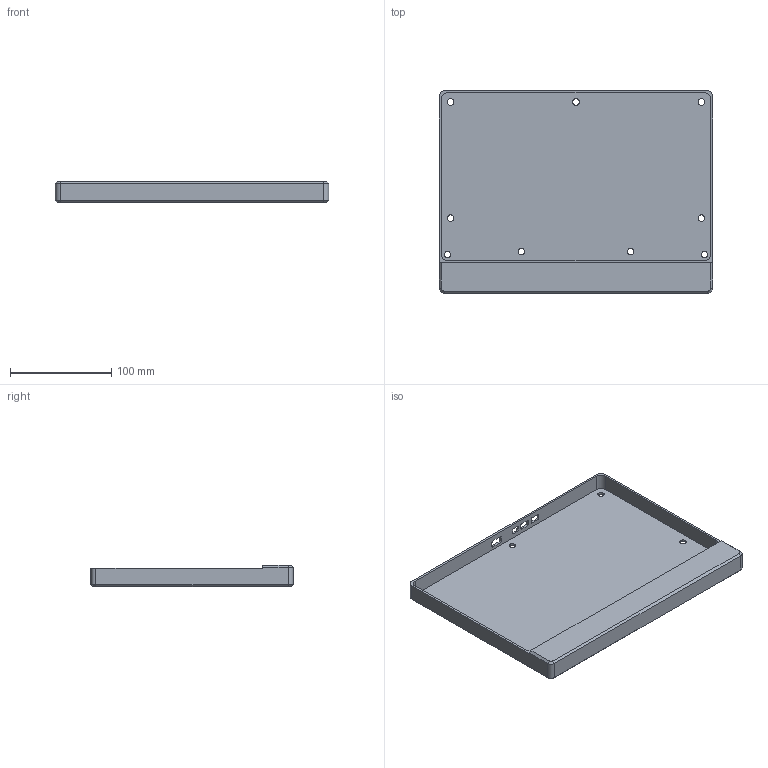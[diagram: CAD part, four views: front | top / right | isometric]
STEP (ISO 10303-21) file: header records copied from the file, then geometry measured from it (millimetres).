
FILE_DESCRIPTION(/* description */ (''),/* implementation_level */ '2;1');
FILE_NAME(/* name */ 'case.step',/* time_stamp */ '2024-03-25T01:07:25+08:00',/* author */ (''),/* organization */ (''),/* preprocessor_version */ 'ST-DEVELOPER v20',/* originating_system */ 'Autodesk Translation Framework v12.14.0.127',/* authorisation */ '');
FILE_SCHEMA (('AUTOMOTIVE_DESIGN { 1 0 10303 214 3 1 1 }'));
Length unit declared in the file: millimetre
Products named in the file (1): Panel_v3_box_case_re
Bounding box: 270 x 200 x 21.1 mm (x, y, z)
Volume: 287261.7 mm3; surface area: 138375.3 mm2
Topology: 1 solids, 1 shells, 75 faces, 204 edges, 132 vertices
Faces by surface type: plane 36, cylinder 33, cone 6
Full cylindrical faces by diameter (mm): 6.4 x9
Entity records: 2462 total; most frequent: DIRECTION 428, CARTESIAN_POINT 412, ORIENTED_EDGE 408, EDGE_CURVE 204, AXIS2_PLACEMENT_3D 148, LINE 132, VECTOR 132, VERTEX_POINT 132
